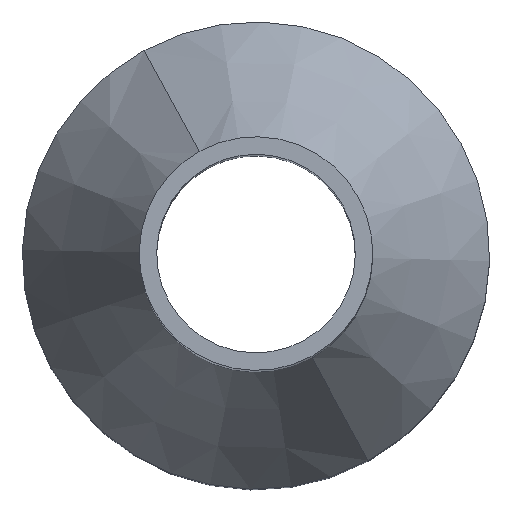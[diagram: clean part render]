
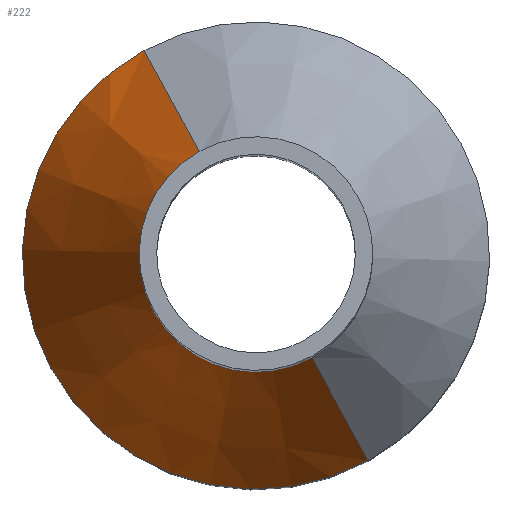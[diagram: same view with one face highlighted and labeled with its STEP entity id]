
A CAD part, top view. The second image highlights one B-rep face of the part: STEP entity #222.
In plain terms, the highlighted conical face has half-angle 30 degrees and reference radius 1 mm.
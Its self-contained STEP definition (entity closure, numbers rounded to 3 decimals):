
#87=AXIS2_PLACEMENT_3D('Circle Axis2P3D',#85,#86,$) ;
#175=AXIS2_PLACEMENT_3D('Cone Axis2P3D',#172,#173,#174) ;
#213=AXIS2_PLACEMENT_3D('Circle Axis2P3D',#211,#212,$) ;
#50=CARTESIAN_POINT('Vertex',(2.479,1.122,6.)) ;
#57=CARTESIAN_POINT('Vertex',(1.521,2.878,6.)) ;
#85=CARTESIAN_POINT('Axis2P3D Location',(2.,2.,6.)) ;
#172=CARTESIAN_POINT('Axis2P3D Location',(2.,2.,6.)) ;
#177=CARTESIAN_POINT('Line Origine',(2.719,0.684,5.134)) ;
#181=CARTESIAN_POINT('Vertex',(2.959,0.245,4.268)) ;
#188=CARTESIAN_POINT('Vertex',(1.041,3.755,4.268)) ;
#191=CARTESIAN_POINT('Line Origine',(1.281,3.316,5.134)) ;
#211=CARTESIAN_POINT('Axis2P3D Location',(2.,2.,4.268)) ;
#86=DIRECTION('Axis2P3D Direction',(0.,0.,1.)) ;
#173=DIRECTION('Axis2P3D Direction',(-0.,-0.,-1.)) ;
#174=DIRECTION('Axis2P3D XDirection',(0.479,-0.878,0.)) ;
#178=DIRECTION('Vector Direction',(0.24,-0.439,-0.866)) ;
#192=DIRECTION('Vector Direction',(-0.24,0.439,-0.866)) ;
#212=DIRECTION('Axis2P3D Direction',(0.,0.,-1.)) ;
#179=VECTOR('Line Direction',#178,1.) ;
#193=VECTOR('Line Direction',#192,1.) ;
#217=ORIENTED_EDGE('',*,*,#89,.F.) ;
#218=ORIENTED_EDGE('',*,*,#195,.T.) ;
#219=ORIENTED_EDGE('',*,*,#215,.T.) ;
#220=ORIENTED_EDGE('',*,*,#183,.F.) ;
#222=ADVANCED_FACE('S3D',(#221),#176,.T.) ;
#88=CIRCLE('generated circle',#87,1.) ;
#214=CIRCLE('generated circle',#213,2.) ;
#176=CONICAL_SURFACE('Cone',#175,1.,0.524) ;
#89=EDGE_CURVE('',#58,#51,#88,.T.) ;
#183=EDGE_CURVE('',#51,#182,#180,.T.) ;
#195=EDGE_CURVE('',#58,#189,#194,.T.) ;
#215=EDGE_CURVE('',#189,#182,#214,.F.) ;
#216=EDGE_LOOP('',(#217,#218,#219,#220)) ;
#221=FACE_OUTER_BOUND('',#216,.T.) ;
#180=LINE('Line',#177,#179) ;
#194=LINE('Line',#191,#193) ;
#51=VERTEX_POINT('',#50) ;
#58=VERTEX_POINT('',#57) ;
#182=VERTEX_POINT('',#181) ;
#189=VERTEX_POINT('',#188) ;
